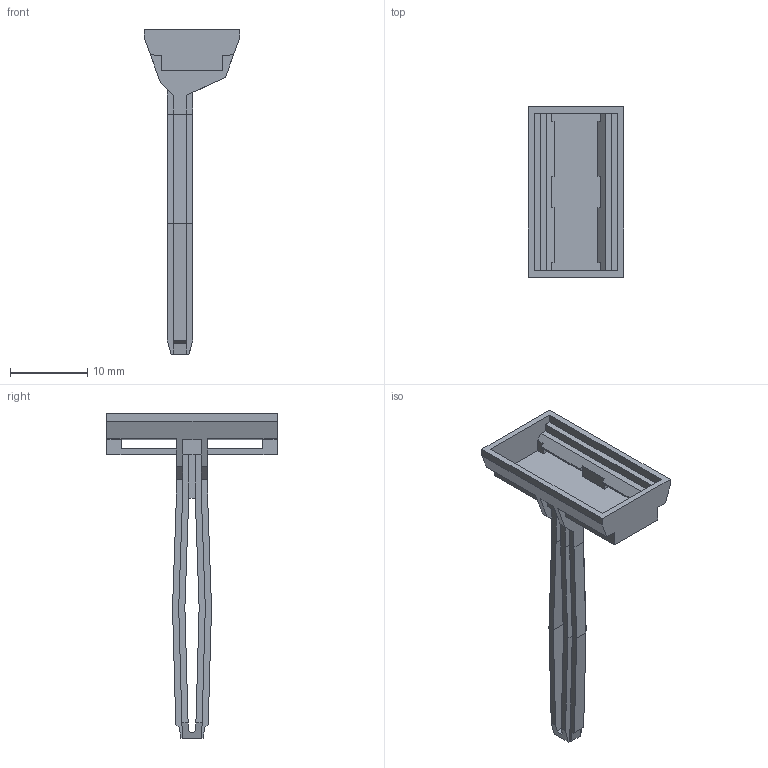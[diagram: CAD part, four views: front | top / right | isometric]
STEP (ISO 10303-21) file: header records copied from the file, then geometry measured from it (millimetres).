
FILE_DESCRIPTION(('Creo Elements/Direct Modeling STEP Export'),'2;1');
FILE_NAME('model.stp','2018-08-16T12:43:39',(''),(''),'Creo Elements/Direct Modeling STEP processor for AP214 (Solid Model)','Creo Elements/Direct Modeling 18.1I 14-Aug-2016 (C) Parametric Technology GmbH','');
FILE_SCHEMA(('AUTOMOTIVE_DESIGN { 1 0 10303 214 1 1 1 1 }'));
Length unit declared in the file: millimetre
Products named in the file (2): KLM2_select
Assembly tree (1 placements, depth 2):
  KLM2_select
    KLM2_select
Bounding box: 12.4 x 22 x 42 mm (x, y, z)
Volume: 764 mm3; surface area: 1869.6 mm2
Topology: 1 solids, 1 shells, 117 faces, 358 edges, 234 vertices
Faces by surface type: plane 117
Entity records: 4747 total; most frequent: ORIENTED_EDGE 716, CARTESIAN_POINT 677, DIRECTION 544, EDGE_CURVE 358, VECTOR 342, LINE 342, VERTEX_POINT 234, EDGE_LOOP 118
